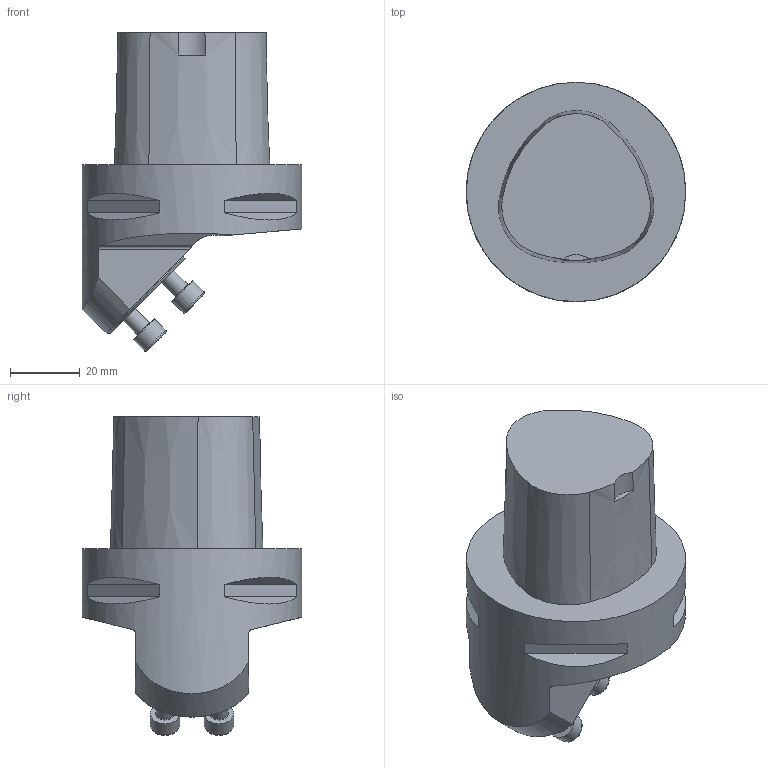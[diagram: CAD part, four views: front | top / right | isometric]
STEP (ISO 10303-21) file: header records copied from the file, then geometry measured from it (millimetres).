
FILE_DESCRIPTION(/* description */ (''),/* implementation_level */ '2;1');
FILE_NAME(/* name */ '1524227111698.stp',/* time_stamp */ '2018-04-20T14:25:21+02:00',/* author */ (''),/* organization */ ('SMS'),/* preprocessor_version */ 'ST-DEVELOPER v15',/* originating_system */ 'SIEMENS PLM Software NX 8.5',/* authorisation */ '');
FILE_SCHEMA (('AUTOMOTIVE_DESIGN { 1 0 10303 214 3 1 1 1 }'));
Length unit declared in the file: millimetre
Products named in the file (1): 201592878mod000_00
Bounding box: 63 x 63 x 91.58 mm (x, y, z)
Volume: 135405.2 mm3; surface area: 18529.8 mm2
Topology: 1 solids, 1 shells, 61 faces, 135 edges, 93 vertices
Faces by surface type: plane 31, cylinder 15, torus 8, cone 7
Full cylindrical faces by diameter (mm): 5 x4, 8.5 x4, 63 x1
Entity records: 1665 total; most frequent: CARTESIAN_POINT 330, DIRECTION 290, ORIENTED_EDGE 218, AXIS2_PLACEMENT_3D 125, EDGE_CURVE 109, EDGE_LOOP 92, VERTEX_POINT 81, ADVANCED_FACE 61
